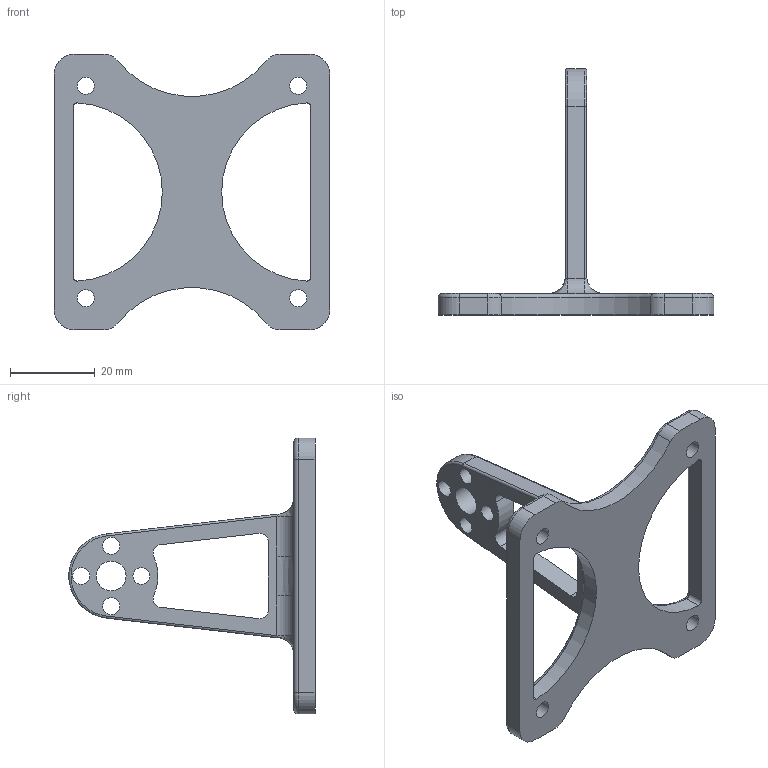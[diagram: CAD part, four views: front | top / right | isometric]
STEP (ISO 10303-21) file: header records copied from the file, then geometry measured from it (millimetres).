
FILE_DESCRIPTION(/* description */ (''),/* implementation_level */ '2;1');
FILE_NAME(/* name */ 'EEPlate.stp',/* time_stamp */ '2023-04-16T23:23:47-04:00',/* author */ (''),/* organization */ (''),/* preprocessor_version */ 'ST-DEVELOPER v18.102',/* originating_system */ 'SIEMENS PLM Software NX2206.6002',/* authorisation */ '');
FILE_SCHEMA (('AUTOMOTIVE_DESIGN { 1 0 10303 214 3 1 1 1 }'));
Length unit declared in the file: millimetre
Products named in the file (1): EEPlate
Bounding box: 65 x 57.96 x 65 mm (x, y, z)
Volume: 14743.7 mm3; surface area: 9358 mm2
Topology: 1 solids, 1 shells, 90 faces, 227 edges, 138 vertices
Faces by surface type: cylinder 49, torus 18, plane 17, bspline 6
Full cylindrical faces by diameter (mm): 4 x8, 7 x1
Entity records: 2836 total; most frequent: CARTESIAN_POINT 567, DIRECTION 514, ORIENTED_EDGE 436, EDGE_CURVE 218, AXIS2_PLACEMENT_3D 215, VERTEX_POINT 138, CIRCLE 122, EDGE_LOOP 122
